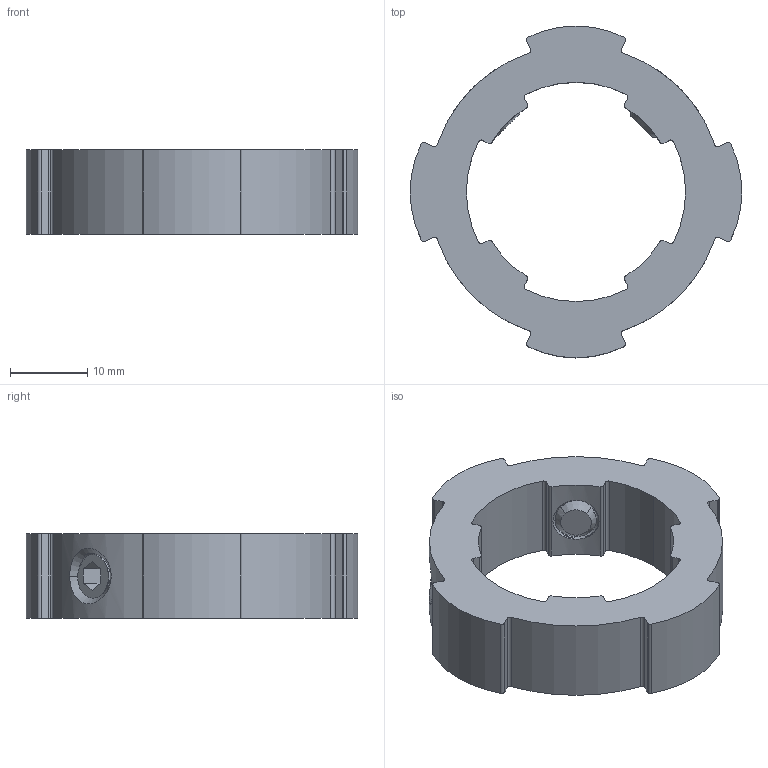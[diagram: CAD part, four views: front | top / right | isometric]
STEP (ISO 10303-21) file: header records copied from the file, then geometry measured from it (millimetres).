
FILE_DESCRIPTION (( 'STEP AP214' ), '1' );
FILE_NAME ('B368 Àäàïòåð ñêîëüçÿùèé äëÿ òðóáíîãî ïðîôèëÿ Ô28.STEP', '2024-02-12T07:20:17', ( '' ), ( '' ), 'SwSTEP 2.0', 'SolidWorks 2022', '' );
FILE_SCHEMA (( 'AUTOMOTIVE_DESIGN' ));
Length unit declared in the file: millimetre
Products named in the file (1): B368 Адаптер скользящий для трубного профиля Ф28
Bounding box: 43 x 43 x 11 mm (x, y, z)
Volume: 7191.4 mm3; surface area: 4511.7 mm2
Topology: 3 solids, 3 shells, 173 faces, 489 edges, 324 vertices
Faces by surface type: cylinder 99, plane 36, bspline 32, cone 6
Entity records: 13978 total; most frequent: CARTESIAN_POINT 7885, ORIENTED_EDGE 978, DIRECTION 702, EDGE_CURVE 489, VERTEX_POINT 324, AXIS2_PLACEMENT_3D 266, B_SPLINE_CURVE_WITH_KNOTS 195, EDGE_LOOP 181
